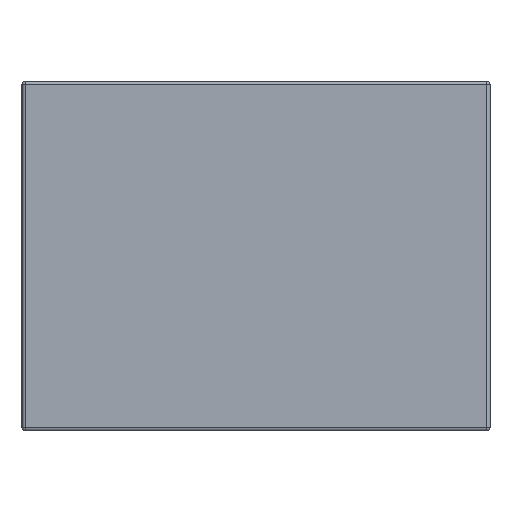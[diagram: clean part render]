
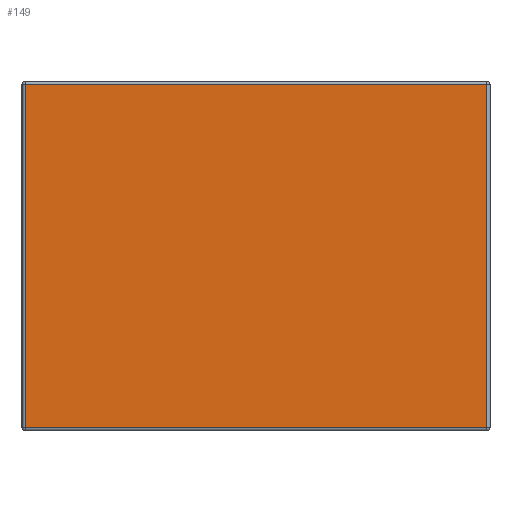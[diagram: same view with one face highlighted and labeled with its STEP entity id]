
A CAD part, front view. The second image highlights one B-rep face of the part: STEP entity #149.
In plain terms, the highlighted planar face has unit normal (0, -1, 0).
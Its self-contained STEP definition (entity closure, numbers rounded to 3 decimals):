
#149 = ADVANCED_FACE( '', ( #267 ), #268, .T. );
#267 = FACE_OUTER_BOUND( '', #365, .T. );
#268 = PLANE( '', #366 );
#365 = EDGE_LOOP( '', ( #575, #576, #577, #578 ) );
#366 = AXIS2_PLACEMENT_3D( '', #579, #580, #581 );
#575 = ORIENTED_EDGE( '', *, *, #648, .T. );
#576 = ORIENTED_EDGE( '', *, *, #694, .T. );
#577 = ORIENTED_EDGE( '', *, *, #692, .T. );
#578 = ORIENTED_EDGE( '', *, *, #695, .T. );
#579 = CARTESIAN_POINT( '', ( -1.525, -0.89, -1.14 ) );
#580 = DIRECTION( '', ( 0., -1., 0. ) );
#581 = DIRECTION( '', ( 0., 0., -1. ) );
#648 = EDGE_CURVE( '', #754, #759, #761, .T. );
#692 = EDGE_CURVE( '', #736, #812, #816, .T. );
#694 = EDGE_CURVE( '', #759, #736, #818, .T. );
#695 = EDGE_CURVE( '', #812, #754, #819, .T. );
#736 = VERTEX_POINT( '', #868 );
#754 = VERTEX_POINT( '', #890 );
#759 = VERTEX_POINT( '', #896 );
#761 = LINE( '', #898, #899 );
#812 = VERTEX_POINT( '', #968 );
#816 = LINE( '', #972, #973 );
#818 = LINE( '', #975, #976 );
#819 = LINE( '', #977, #978 );
#868 = CARTESIAN_POINT( '', ( 1.505, -0.89, -1.12 ) );
#890 = CARTESIAN_POINT( '', ( -1.505, -0.89, 1.12 ) );
#896 = CARTESIAN_POINT( '', ( -1.505, -0.89, -1.12 ) );
#898 = CARTESIAN_POINT( '', ( -1.505, -0.89, -1.14 ) );
#899 = VECTOR( '', #1041, 1000. );
#968 = CARTESIAN_POINT( '', ( 1.505, -0.89, 1.12 ) );
#972 = CARTESIAN_POINT( '', ( 1.505, -0.89, 1.14 ) );
#973 = VECTOR( '', #1087, 1000. );
#975 = CARTESIAN_POINT( '', ( 1.525, -0.89, -1.12 ) );
#976 = VECTOR( '', #1088, 1000. );
#977 = CARTESIAN_POINT( '', ( -1.525, -0.89, 1.12 ) );
#978 = VECTOR( '', #1089, 1000. );
#1041 = DIRECTION( '', ( 0., 0., -1. ) );
#1087 = DIRECTION( '', ( 0., 0., 1. ) );
#1088 = DIRECTION( '', ( 1., 0., 0. ) );
#1089 = DIRECTION( '', ( -1., 0., 0. ) );
